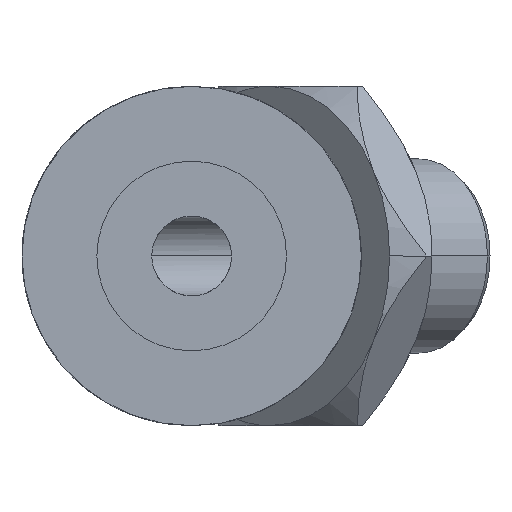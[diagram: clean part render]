
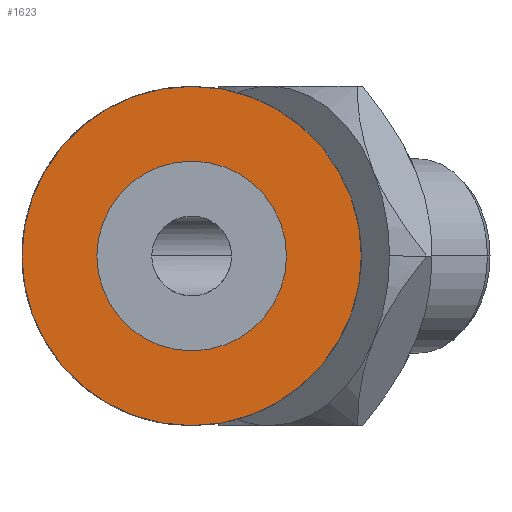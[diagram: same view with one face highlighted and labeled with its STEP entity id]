
A CAD part, left-side view. The second image highlights one B-rep face of the part: STEP entity #1623.
In plain terms, the highlighted planar face has unit normal (-1, 0, 0).
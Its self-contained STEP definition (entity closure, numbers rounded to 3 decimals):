
#68 = ORIENTED_EDGE ( 'NONE', *, *, #2368, .T. ) ;
#195 = CARTESIAN_POINT ( 'NONE',  ( 0., 0., 0. ) ) ;
#217 = VERTEX_POINT ( 'NONE', #2998 ) ;
#256 = EDGE_CURVE ( 'NONE', #1577, #7347, #4045, .T. ) ;
#314 = FACE_BOUND ( 'NONE', #4271, .T. ) ;
#395 = ORIENTED_EDGE ( 'NONE', *, *, #256, .T. ) ;
#402 = ORIENTED_EDGE ( 'NONE', *, *, #1411, .T. ) ;
#892 = DIRECTION ( 'NONE',  ( 0., 0., 1. ) ) ;
#1224 = CIRCLE ( 'NONE', #1934, 4.75 ) ;
#1411 = EDGE_CURVE ( 'NONE', #217, #7082, #1224, .T. ) ;
#1424 = CARTESIAN_POINT ( 'NONE',  ( 0., 0., -8.5 ) ) ;
#1462 = DIRECTION ( 'NONE',  ( -1., 0., 0. ) ) ;
#1534 = DIRECTION ( 'NONE',  ( -1., 0., 0. ) ) ;
#1556 = FACE_OUTER_BOUND ( 'NONE', #6784, .T. ) ;
#1577 = VERTEX_POINT ( 'NONE', #6022 ) ;
#1623 = ADVANCED_FACE ( 'NONE', ( #314, #1556 ), #6244, .F. ) ;
#1646 = DIRECTION ( 'NONE',  ( 1., 0., 0. ) ) ;
#1654 = DIRECTION ( 'NONE',  ( 0., 0., -1. ) ) ;
#1934 = AXIS2_PLACEMENT_3D ( 'NONE', #2231, #5059, #1654 ) ;
#2067 = AXIS2_PLACEMENT_3D ( 'NONE', #195, #1534, #4237 ) ;
#2231 = CARTESIAN_POINT ( 'NONE',  ( 0., 0., 0. ) ) ;
#2368 = EDGE_CURVE ( 'NONE', #7347, #1577, #4622, .T. ) ;
#2998 = CARTESIAN_POINT ( 'NONE',  ( 0., 0., -4.75 ) ) ;
#3305 = DIRECTION ( 'NONE',  ( 1., 0., 0. ) ) ;
#3885 = DIRECTION ( 'NONE',  ( 0., 0., -1. ) ) ;
#3956 = CARTESIAN_POINT ( 'NONE',  ( 0., 0., 4.75 ) ) ;
#4045 = CIRCLE ( 'NONE', #2067, 8.5 ) ;
#4060 = AXIS2_PLACEMENT_3D ( 'NONE', #4258, #1462, #892 ) ;
#4187 = CIRCLE ( 'NONE', #7010, 4.75 ) ;
#4237 = DIRECTION ( 'NONE',  ( 0., 0., 1. ) ) ;
#4258 = CARTESIAN_POINT ( 'NONE',  ( 0., 0., 0. ) ) ;
#4271 = EDGE_LOOP ( 'NONE', ( #4386, #402 ) ) ;
#4386 = ORIENTED_EDGE ( 'NONE', *, *, #6743, .T. ) ;
#4622 = CIRCLE ( 'NONE', #4060, 8.5 ) ;
#5059 = DIRECTION ( 'NONE',  ( 1., 0., 0. ) ) ;
#6022 = CARTESIAN_POINT ( 'NONE',  ( 0., 0., 8.5 ) ) ;
#6244 = PLANE ( 'NONE',  #6312 ) ;
#6312 = AXIS2_PLACEMENT_3D ( 'NONE', #7705, #1646, #7525 ) ;
#6615 = CARTESIAN_POINT ( 'NONE',  ( 0., 0., 0. ) ) ;
#6743 = EDGE_CURVE ( 'NONE', #7082, #217, #4187, .T. ) ;
#6784 = EDGE_LOOP ( 'NONE', ( #395, #68 ) ) ;
#7010 = AXIS2_PLACEMENT_3D ( 'NONE', #6615, #3305, #3885 ) ;
#7082 = VERTEX_POINT ( 'NONE', #3956 ) ;
#7347 = VERTEX_POINT ( 'NONE', #1424 ) ;
#7525 = DIRECTION ( 'NONE',  ( 0., 0., -1. ) ) ;
#7705 = CARTESIAN_POINT ( 'NONE',  ( 0., 0., 0. ) ) ;
